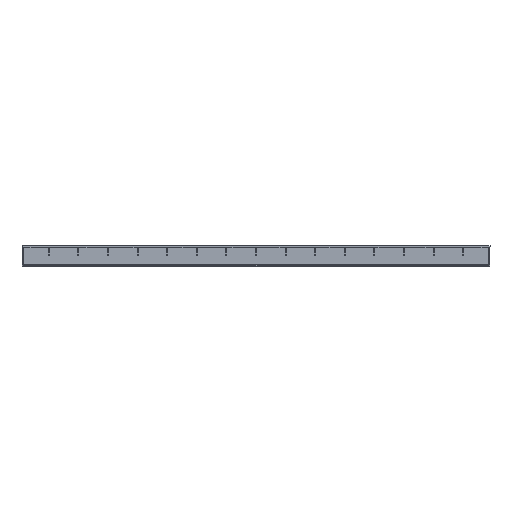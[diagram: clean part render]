
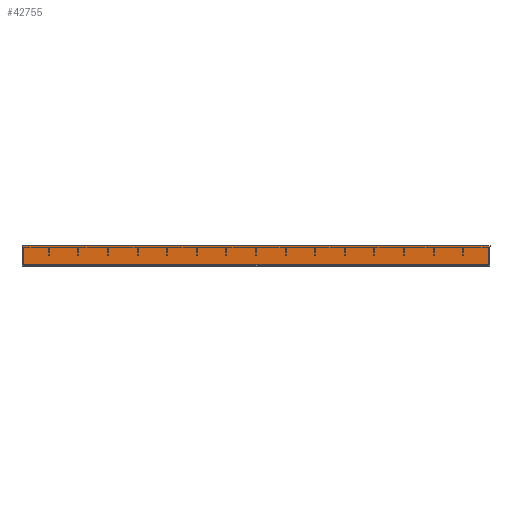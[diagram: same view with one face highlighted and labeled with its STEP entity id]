
A CAD part, top view. The second image highlights one B-rep face of the part: STEP entity #42755.
In plain terms, the highlighted planar face has unit normal (0, 0, 1).
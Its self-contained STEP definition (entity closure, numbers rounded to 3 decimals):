
#35 = DIRECTION ( 'NONE',  ( -1., 0., 0. ) ) ;
#859 = VERTEX_POINT ( 'NONE', #68337 ) ;
#1234 = VECTOR ( 'NONE', #35, 1000. ) ;
#4677 = CARTESIAN_POINT ( 'NONE',  ( 490., 10., 0. ) ) ;
#5797 = CARTESIAN_POINT ( 'NONE',  ( 0., -10., 0. ) ) ;
#6155 = DIRECTION ( 'NONE',  ( 0., -1., 0. ) ) ;
#7593 = EDGE_CURVE ( 'NONE', #25141, #28355, #9980, .T. ) ;
#9376 = LINE ( 'NONE', #11554, #53768 ) ;
#9980 = LINE ( 'NONE', #60311, #28227 ) ;
#11554 = CARTESIAN_POINT ( 'NONE',  ( 490., 10., 0. ) ) ;
#12145 = CARTESIAN_POINT ( 'NONE',  ( 490., 10., 0. ) ) ;
#13545 = FACE_OUTER_BOUND ( 'NONE', #70119, .T. ) ;
#14438 = EDGE_CURVE ( 'NONE', #35025, #25141, #9376, .T. ) ;
#17815 = DIRECTION ( 'NONE',  ( 0., 1., 0. ) ) ;
#18484 = CARTESIAN_POINT ( 'NONE',  ( 0., 3.333, 0. ) ) ;
#24846 = ORIENTED_EDGE ( 'NONE', *, *, #61989, .F. ) ;
#24877 = ORIENTED_EDGE ( 'NONE', *, *, #7593, .F. ) ;
#25141 = VERTEX_POINT ( 'NONE', #53927 ) ;
#26193 = ORIENTED_EDGE ( 'NONE', *, *, #70918, .T. ) ;
#28227 = VECTOR ( 'NONE', #78195, 1000. ) ;
#28355 = VERTEX_POINT ( 'NONE', #5797 ) ;
#33523 = AXIS2_PLACEMENT_3D ( 'NONE', #4677, #79558, #17815 ) ;
#35025 = VERTEX_POINT ( 'NONE', #47100 ) ;
#37372 = CARTESIAN_POINT ( 'NONE',  ( 0., -10., 0. ) ) ;
#38803 = LINE ( 'NONE', #12145, #1234 ) ;
#41569 = PLANE ( 'NONE',  #33523 ) ;
#42755 = ADVANCED_FACE ( 'NONE', ( #13545 ), #41569, .F. ) ;
#45133 = B_SPLINE_CURVE_WITH_KNOTS ( 'NONE', 3,
 ( #37372, #74582, #18484, #50015 ),
 .UNSPECIFIED., .F., .F.,
 ( 4, 4 ),
 ( 0., 1. ),
 .UNSPECIFIED. ) ;
#47100 = CARTESIAN_POINT ( 'NONE',  ( 490., 10., 0. ) ) ;
#50015 = CARTESIAN_POINT ( 'NONE',  ( 0., 10., 0. ) ) ;
#53768 = VECTOR ( 'NONE', #6155, 1000. ) ;
#53927 = CARTESIAN_POINT ( 'NONE',  ( 490., -10., 0. ) ) ;
#56277 = ORIENTED_EDGE ( 'NONE', *, *, #14438, .F. ) ;
#60311 = CARTESIAN_POINT ( 'NONE',  ( 490., -10., 0. ) ) ;
#61989 = EDGE_CURVE ( 'NONE', #28355, #859, #45133, .T. ) ;
#68337 = CARTESIAN_POINT ( 'NONE',  ( 0., 10., 0. ) ) ;
#70119 = EDGE_LOOP ( 'NONE', ( #26193, #24846, #24877, #56277 ) ) ;
#70918 = EDGE_CURVE ( 'NONE', #35025, #859, #38803, .T. ) ;
#74582 = CARTESIAN_POINT ( 'NONE',  ( 0., -3.333, 0. ) ) ;
#78195 = DIRECTION ( 'NONE',  ( -1., 0., 0. ) ) ;
#79558 = DIRECTION ( 'NONE',  ( 0., 0., -1. ) ) ;
